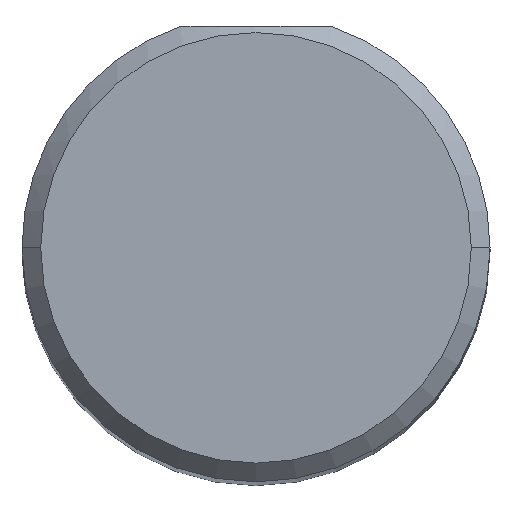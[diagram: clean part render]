
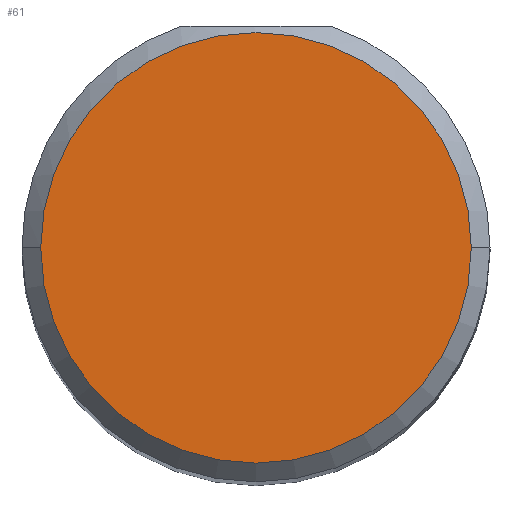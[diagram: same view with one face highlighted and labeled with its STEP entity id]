
A CAD part, top view. The second image highlights one B-rep face of the part: STEP entity #61.
In plain terms, the highlighted planar face has unit normal (0, 0, 1).
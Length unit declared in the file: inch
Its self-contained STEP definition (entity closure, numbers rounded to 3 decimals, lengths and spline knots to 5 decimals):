
#7 = DIRECTION ( 'NONE',  ( 0., 0., -1. ) ) ;
#41 = DIRECTION ( 'NONE',  ( -1., 0., 0. ) ) ;
#61 = ADVANCED_FACE ( 'NONE', ( #440 ), #447, .T. ) ;
#78 = CARTESIAN_POINT ( 'NONE',  ( 0.75, 0., 2.5 ) ) ;
#102 = DIRECTION ( 'NONE',  ( -1., 0., 0. ) ) ;
#128 = DIRECTION ( 'NONE',  ( 0., 0., 1. ) ) ;
#142 = AXIS2_PLACEMENT_3D ( 'NONE', #424, #7, #612 ) ;
#199 = EDGE_CURVE ( 'NONE', #363, #507, #629, .T. ) ;
#261 = CARTESIAN_POINT ( 'NONE',  ( 0.9225, 0., 2.5 ) ) ;
#297 = AXIS2_PLACEMENT_3D ( 'NONE', #406, #512, #102 ) ;
#337 = ORIENTED_EDGE ( 'NONE', *, *, #199, .F. ) ;
#363 = VERTEX_POINT ( 'NONE', #405 ) ;
#373 = CIRCLE ( 'NONE', #142, 0.1725 ) ;
#401 = ORIENTED_EDGE ( 'NONE', *, *, #480, .F. ) ;
#405 = CARTESIAN_POINT ( 'NONE',  ( 0.5775, 0., 2.5 ) ) ;
#406 = CARTESIAN_POINT ( 'NONE',  ( 0.75, 0., 2.5 ) ) ;
#424 = CARTESIAN_POINT ( 'NONE',  ( 0.75, 0., 2.5 ) ) ;
#440 = FACE_OUTER_BOUND ( 'NONE', #449, .T. ) ;
#447 = PLANE ( 'NONE',  #617 ) ;
#449 = EDGE_LOOP ( 'NONE', ( #401, #337 ) ) ;
#480 = EDGE_CURVE ( 'NONE', #507, #363, #373, .T. ) ;
#507 = VERTEX_POINT ( 'NONE', #261 ) ;
#512 = DIRECTION ( 'NONE',  ( 0., 0., -1. ) ) ;
#612 = DIRECTION ( 'NONE',  ( -1., 0., 0. ) ) ;
#617 = AXIS2_PLACEMENT_3D ( 'NONE', #78, #128, #41 ) ;
#629 = CIRCLE ( 'NONE', #297, 0.1725 ) ;
